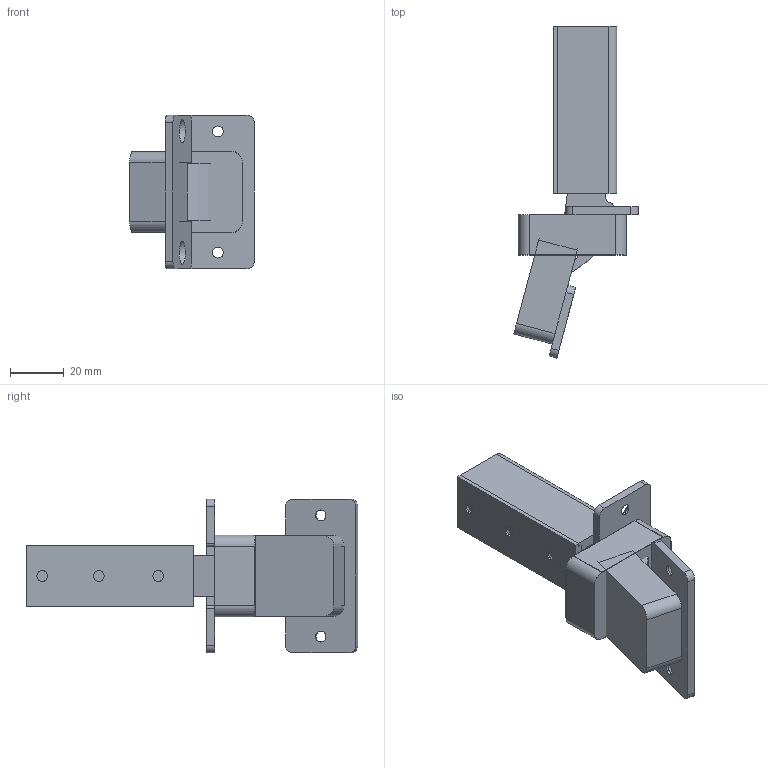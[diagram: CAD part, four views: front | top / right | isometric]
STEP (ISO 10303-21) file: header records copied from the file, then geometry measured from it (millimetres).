
FILE_DESCRIPTION(/* description */ (''),/* implementation_level */ '2;1');
FILE_NAME(/* name */ 'JBA4.23.105.stp',/* time_stamp */ '2024-11-01T21:22:17+01:00',/* author */ ('Jikko'),/* organization */ (''),/* preprocessor_version */ 'ST-DEVELOPER v19.2',/* originating_system */ 'AutoCAD Mechanical',/* authorisation */ '');
FILE_SCHEMA (('AUTOMOTIVE_DESIGN { 1 0 10303 214 3 1 1 }'));
Length unit declared in the file: millimetre
Products named in the file (1): Product
Bounding box: 46.24 x 123.11 x 57 mm (x, y, z)
Volume: 129005.8 mm3; surface area: 36231.3 mm2
Topology: 4 solids, 4 shells, 178 faces, 475 edges, 313 vertices
Faces by surface type: plane 118, cylinder 49, cone 11
Full cylindrical faces by diameter (mm): 4 x7, 6 x2
Entity records: 5558 total; most frequent: CARTESIAN_POINT 995, ORIENTED_EDGE 950, DIRECTION 932, EDGE_CURVE 475, LINE 348, VECTOR 348, VERTEX_POINT 313, AXIS2_PLACEMENT_3D 292
